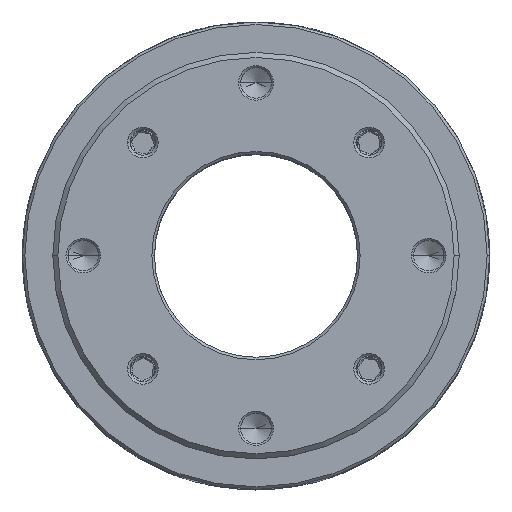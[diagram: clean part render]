
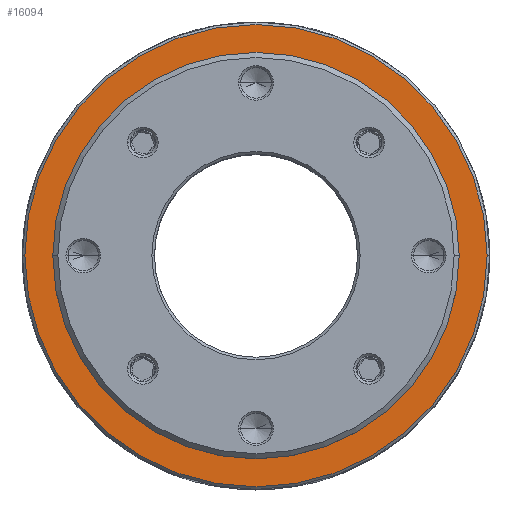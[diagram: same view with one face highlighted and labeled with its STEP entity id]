
A CAD part, top view. The second image highlights one B-rep face of the part: STEP entity #16094.
In plain terms, the highlighted planar face has unit normal (0, 0, 1).
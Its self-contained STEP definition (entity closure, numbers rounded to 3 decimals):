
#166 = CARTESIAN_POINT ( 'NONE',  ( -45.5, 0., 34.75 ) ) ;
#197 = CIRCLE ( 'NONE', #14420, 45.5 ) ;
#464 = VERTEX_POINT ( 'NONE', #8071 ) ;
#1166 = FACE_BOUND ( 'NONE', #4990, .T. ) ;
#1310 = EDGE_CURVE ( 'NONE', #9736, #7359, #9158, .T. ) ;
#2036 = DIRECTION ( 'NONE',  ( 0., 0., 1. ) ) ;
#2093 = CARTESIAN_POINT ( 'NONE',  ( 0., 0., 34.75 ) ) ;
#2460 = CARTESIAN_POINT ( 'NONE',  ( -40., 0., 34.75 ) ) ;
#2702 = DIRECTION ( 'NONE',  ( 1., 0., 0. ) ) ;
#3282 = DIRECTION ( 'NONE',  ( 1., 0., 0. ) ) ;
#3348 = CIRCLE ( 'NONE', #7028, 40. ) ;
#4238 = CIRCLE ( 'NONE', #7455, 45.5 ) ;
#4990 = EDGE_LOOP ( 'NONE', ( #24129, #9175 ) ) ;
#5680 = DIRECTION ( 'NONE',  ( 0., 0., 1. ) ) ;
#5962 = AXIS2_PLACEMENT_3D ( 'NONE', #2093, #5680, #9822 ) ;
#6109 = EDGE_LOOP ( 'NONE', ( #11192, #13878 ) ) ;
#6518 = CARTESIAN_POINT ( 'NONE',  ( 40., 0., 34.75 ) ) ;
#7028 = AXIS2_PLACEMENT_3D ( 'NONE', #13318, #20872, #3282 ) ;
#7359 = VERTEX_POINT ( 'NONE', #2460 ) ;
#7455 = AXIS2_PLACEMENT_3D ( 'NONE', #11980, #12110, #2702 ) ;
#7843 = DIRECTION ( 'NONE',  ( 1., 0., 0. ) ) ;
#8071 = CARTESIAN_POINT ( 'NONE',  ( 45.5, 0., 34.75 ) ) ;
#9158 = CIRCLE ( 'NONE', #5962, 40. ) ;
#9175 = ORIENTED_EDGE ( 'NONE', *, *, #1310, .F. ) ;
#9736 = VERTEX_POINT ( 'NONE', #6518 ) ;
#9822 = DIRECTION ( 'NONE',  ( 1., 0., 0. ) ) ;
#11192 = ORIENTED_EDGE ( 'NONE', *, *, #24661, .T. ) ;
#11980 = CARTESIAN_POINT ( 'NONE',  ( 0., 0., 34.75 ) ) ;
#12110 = DIRECTION ( 'NONE',  ( 0., 0., 1. ) ) ;
#12136 = VERTEX_POINT ( 'NONE', #166 ) ;
#13318 = CARTESIAN_POINT ( 'NONE',  ( 0., 0., 34.75 ) ) ;
#13878 = ORIENTED_EDGE ( 'NONE', *, *, #19432, .T. ) ;
#13965 = EDGE_CURVE ( 'NONE', #7359, #9736, #3348, .T. ) ;
#14420 = AXIS2_PLACEMENT_3D ( 'NONE', #23347, #2036, #7843 ) ;
#15299 = AXIS2_PLACEMENT_3D ( 'NONE', #16957, #20654, #18747 ) ;
#16094 = ADVANCED_FACE ( 'NONE', ( #22454, #1166 ), #20781, .T. ) ;
#16957 = CARTESIAN_POINT ( 'NONE',  ( 0., 0., 34.75 ) ) ;
#18747 = DIRECTION ( 'NONE',  ( 1., 0., 0. ) ) ;
#19432 = EDGE_CURVE ( 'NONE', #464, #12136, #197, .T. ) ;
#20654 = DIRECTION ( 'NONE',  ( 0., 0., 1. ) ) ;
#20781 = PLANE ( 'NONE',  #15299 ) ;
#20872 = DIRECTION ( 'NONE',  ( 0., 0., 1. ) ) ;
#22454 = FACE_OUTER_BOUND ( 'NONE', #6109, .T. ) ;
#23347 = CARTESIAN_POINT ( 'NONE',  ( 0., 0., 34.75 ) ) ;
#24129 = ORIENTED_EDGE ( 'NONE', *, *, #13965, .F. ) ;
#24661 = EDGE_CURVE ( 'NONE', #12136, #464, #4238, .T. ) ;
